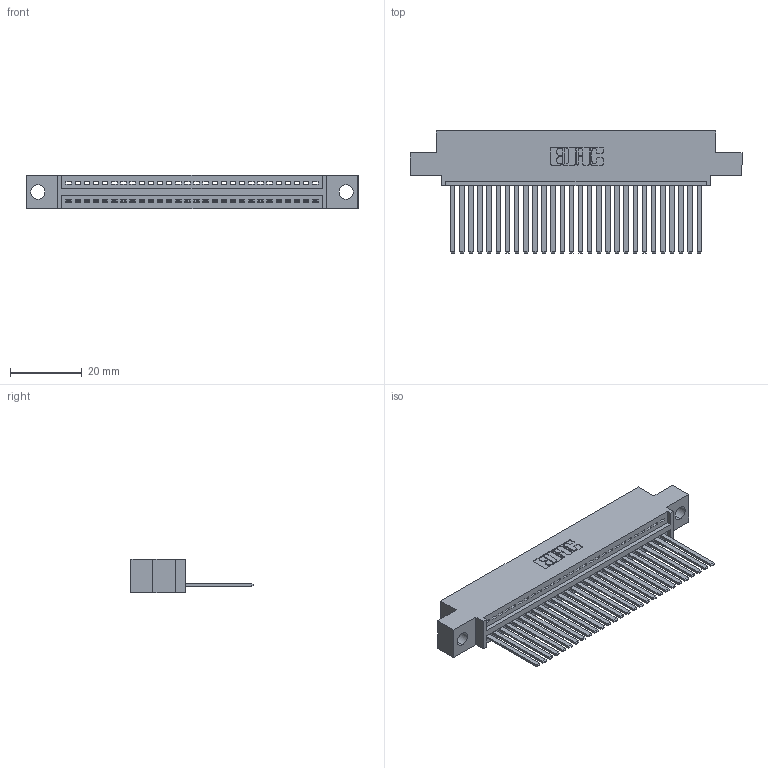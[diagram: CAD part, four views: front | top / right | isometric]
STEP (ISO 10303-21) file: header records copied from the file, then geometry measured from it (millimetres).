
FILE_DESCRIPTION (( 'STEP AP203' ), '1' );
FILE_NAME ('395-028-544-404.STEP', '2018-11-10T13:25:15', ( '' ), ( '' ), 'SwSTEP 2.0', 'SolidWorks 2016', '' );
FILE_SCHEMA (( 'CONFIG_CONTROL_DESIGN' ));
Length unit declared in the file: inch
Products named in the file (3): 345 Part_0.110 Offset - 0.156 Dia-TH; 395-028-544-404; 345-292-001_345-293-144
Assembly tree (29 placements, depth 2):
  395-028-544-404
    345 Part_0.110 Offset - 0.156 Dia-TH
    345-292-001_345-293-144  x28
Bounding box: 92.33 x 33.96 x 9.4 mm (x, y, z)
Volume: 8817.9 mm3; surface area: 12392 mm2
Topology: 29 solids, 29 shells, 1586 faces, 4777 edges, 3146 vertices
Faces by surface type: plane 1092, cylinder 494
Entity records: 22909 total; most frequent: CARTESIAN_POINT 3976, ORIENTED_EDGE 3938, DIRECTION 3489, EDGE_CURVE 1969, VECTOR 1729, LINE 1729, VERTEX_POINT 1310, AXIS2_PLACEMENT_3D 880
